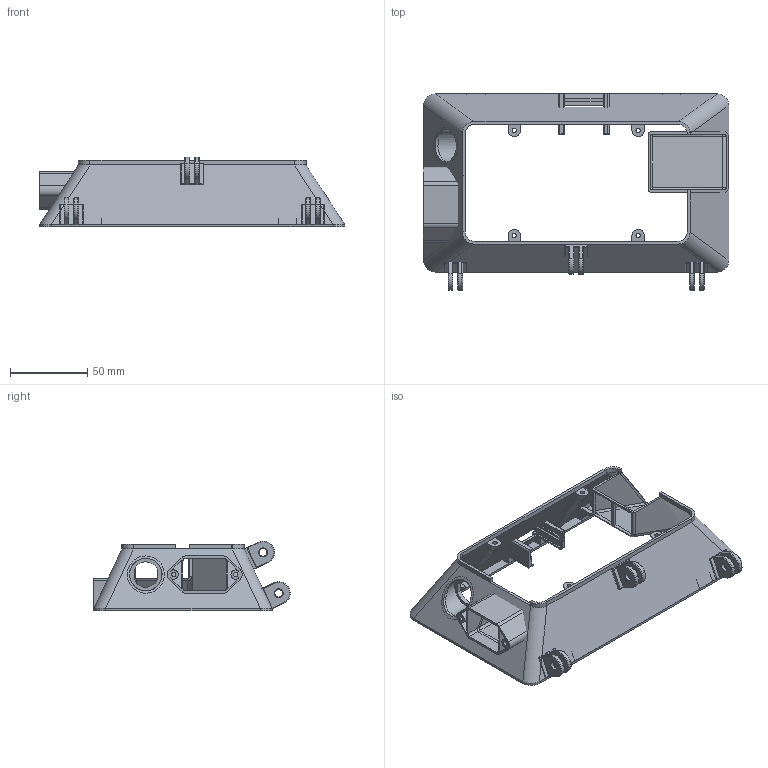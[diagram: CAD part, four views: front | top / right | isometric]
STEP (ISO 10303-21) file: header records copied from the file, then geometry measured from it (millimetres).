
FILE_DESCRIPTION(('FreeCAD Model'),'2;1');
FILE_NAME('main_enclosure.step','2019-04-20T10:08:57',('Anool'),( 'Wyolum'),'Open CASCADE STEP processor 7.3','FreeCAD','Unknown');
FILE_SCHEMA(('AUTOMOTIVE_DESIGN { 1 0 10303 214 1 1 1 1 }'));
Length unit declared in the file: millimetre
Products named in the file (15): front_face; power_socket_shell; cam_guide_R_mirror; cam_guide_L; power_switch; main_side_shell5; BackBorder_(Mirror_#6); BackBorder; screw_posts_(Mirror_#6); screw_posts_(Mirror_#5); screw_posts_(Mirror_#4); screw_posts; Body032_(Mirror_#7); Body032; Body
Bounding box: 197.25 x 126.68 x 45.12 mm (x, y, z)
Volume: 65550.1 mm3; surface area: 87855 mm2
Topology: 16 solids, 16 shells, 483 faces, 1248 edges, 780 vertices
Faces by surface type: plane 233, cylinder 158, torus 36, bspline 32, offset 12, sphere 12
Full cylindrical faces by diameter (mm): 2.8 x6, 5 x6, 21 x2, 24 x1
Entity records: 19240 total; most frequent: CARTESIAN_POINT 6911, ORIENTED_EDGE 2472, DIRECTION 2296, EDGE_CURVE 1236, VERTEX_POINT 780, AXIS2_PLACEMENT_3D 775, LINE 746, VECTOR 746
